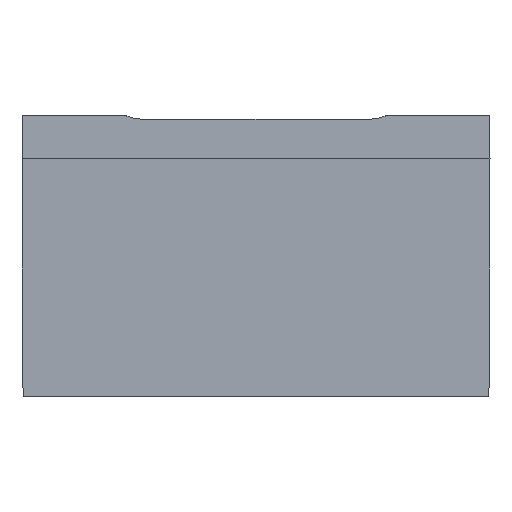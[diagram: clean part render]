
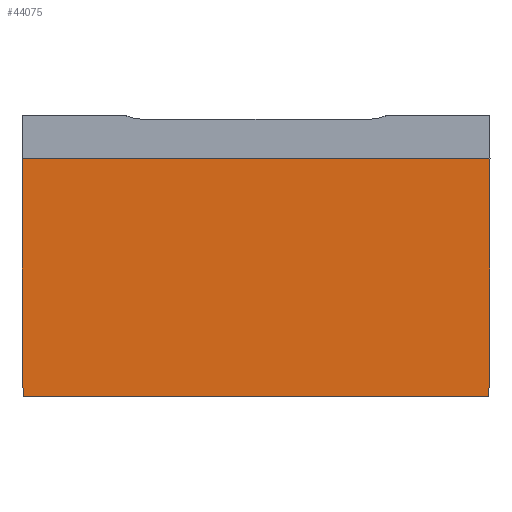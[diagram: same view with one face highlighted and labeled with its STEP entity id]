
A CAD part, front view. The second image highlights one B-rep face of the part: STEP entity #44075.
In plain terms, the highlighted planar face has unit normal (0, -1, -0.004).
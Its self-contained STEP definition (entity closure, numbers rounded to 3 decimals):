
#114 = DIRECTION ( 'NONE',  ( 0., -0.004, 1. ) ) ;
#184 = AXIS2_PLACEMENT_3D ( 'NONE', #36924, #44715, #114 ) ;
#390 = CARTESIAN_POINT ( 'NONE',  ( 125., -151., 127. ) ) ;
#5922 = VECTOR ( 'NONE', #7402, 1000. ) ;
#7402 = DIRECTION ( 'NONE',  ( 1., 0., 0. ) ) ;
#7939 = EDGE_CURVE ( 'NONE', #39453, #37655, #53051, .T. ) ;
#7956 = CARTESIAN_POINT ( 'NONE',  ( 249.993, -150.993, 125.473 ) ) ;
#8223 = PLANE ( 'NONE',  #184 ) ;
#9042 = EDGE_LOOP ( 'NONE', ( #51799, #14567, #20868, #33340 ) ) ;
#10284 = VECTOR ( 'NONE', #52017, 1000. ) ;
#12114 = VECTOR ( 'NONE', #36741, 1000. ) ;
#12769 = LINE ( 'NONE', #390, #36179 ) ;
#14567 = ORIENTED_EDGE ( 'NONE', *, *, #7939, .T. ) ;
#15787 = EDGE_CURVE ( 'NONE', #49916, #39453, #44701, .T. ) ;
#16565 = CARTESIAN_POINT ( 'NONE',  ( 250., -151., 127. ) ) ;
#17335 = FACE_OUTER_BOUND ( 'NONE', #9042, .T. ) ;
#18355 = EDGE_CURVE ( 'NONE', #30845, #37655, #12769, .T. ) ;
#20009 = CARTESIAN_POINT ( 'NONE',  ( 250., -150.446, 0. ) ) ;
#20868 = ORIENTED_EDGE ( 'NONE', *, *, #18355, .F. ) ;
#23778 = DIRECTION ( 'NONE',  ( 1., 0., 0. ) ) ;
#24640 = CARTESIAN_POINT ( 'NONE',  ( 249.446, -150.446, 0. ) ) ;
#26153 = CARTESIAN_POINT ( 'NONE',  ( 0., -151., 127. ) ) ;
#29907 = CARTESIAN_POINT ( 'NONE',  ( 0.554, -150.446, 0. ) ) ;
#30845 = VERTEX_POINT ( 'NONE', #26153 ) ;
#33340 = ORIENTED_EDGE ( 'NONE', *, *, #40602, .F. ) ;
#36179 = VECTOR ( 'NONE', #23778, 1000. ) ;
#36741 = DIRECTION ( 'NONE',  ( -0.004, -0.004, 1. ) ) ;
#36924 = CARTESIAN_POINT ( 'NONE',  ( 250., -151., 127. ) ) ;
#37015 = LINE ( 'NONE', #49109, #12114 ) ;
#37655 = VERTEX_POINT ( 'NONE', #16565 ) ;
#39453 = VERTEX_POINT ( 'NONE', #24640 ) ;
#40602 = EDGE_CURVE ( 'NONE', #49916, #30845, #37015, .T. ) ;
#44075 = ADVANCED_FACE ( 'NONE', ( #17335 ), #8223, .T. ) ;
#44701 = LINE ( 'NONE', #20009, #5922 ) ;
#44715 = DIRECTION ( 'NONE',  ( 0., -1., -0.004 ) ) ;
#49109 = CARTESIAN_POINT ( 'NONE',  ( 0.005, -150.995, 125.909 ) ) ;
#49916 = VERTEX_POINT ( 'NONE', #29907 ) ;
#51799 = ORIENTED_EDGE ( 'NONE', *, *, #15787, .T. ) ;
#52017 = DIRECTION ( 'NONE',  ( 0.004, -0.004, 1. ) ) ;
#53051 = LINE ( 'NONE', #7956, #10284 ) ;
